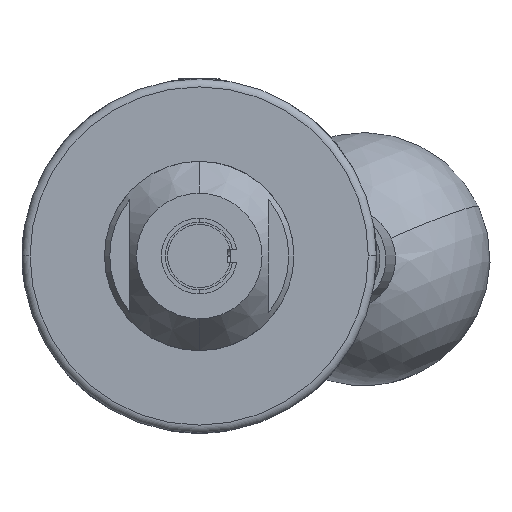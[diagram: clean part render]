
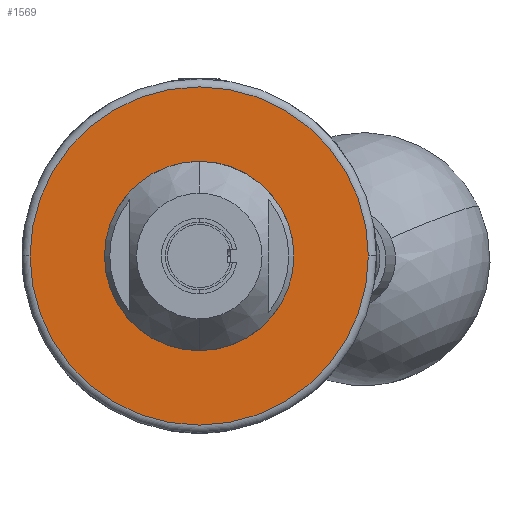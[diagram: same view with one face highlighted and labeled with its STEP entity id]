
A CAD part, left-side view. The second image highlights one B-rep face of the part: STEP entity #1569.
In plain terms, the highlighted planar face has unit normal (-1, 0, 0).
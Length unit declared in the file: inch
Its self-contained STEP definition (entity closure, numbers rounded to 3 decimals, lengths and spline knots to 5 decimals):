
#195 = EDGE_LOOP ( 'NONE', ( #1889, #9331 ) ) ;
#463 = CIRCLE ( 'NONE', #3518, 0.1985 ) ;
#527 = ORIENTED_EDGE ( 'NONE', *, *, #4059, .F. ) ;
#541 = CARTESIAN_POINT ( 'NONE',  ( -2.878, 0., 0. ) ) ;
#543 = CARTESIAN_POINT ( 'NONE',  ( -2.878, -0.875, 0. ) ) ;
#1569 = ADVANCED_FACE ( 'NONE', ( #2443, #9420 ), #3359, .F. ) ;
#1780 = CIRCLE ( 'NONE', #5019, 0.1985 ) ;
#1889 = ORIENTED_EDGE ( 'NONE', *, *, #8052, .T. ) ;
#2443 = FACE_BOUND ( 'NONE', #9753, .T. ) ;
#2821 = DIRECTION ( 'NONE',  ( -1., 0., 0. ) ) ;
#3096 = DIRECTION ( 'NONE',  ( 0., 0., -1. ) ) ;
#3350 = CARTESIAN_POINT ( 'NONE',  ( -2.878, 0., -0.1985 ) ) ;
#3359 = PLANE ( 'NONE',  #7663 ) ;
#3399 = AXIS2_PLACEMENT_3D ( 'NONE', #541, #4403, #8288 ) ;
#3518 = AXIS2_PLACEMENT_3D ( 'NONE', #7825, #2821, #8589 ) ;
#3676 = CARTESIAN_POINT ( 'NONE',  ( -2.878, 0., 0. ) ) ;
#4032 = CARTESIAN_POINT ( 'NONE',  ( -2.878, 0., 0. ) ) ;
#4059 = EDGE_CURVE ( 'NONE', #5337, #4533, #1780, .T. ) ;
#4281 = CIRCLE ( 'NONE', #5664, 0.835 ) ;
#4356 = CIRCLE ( 'NONE', #3399, 0.835 ) ;
#4403 = DIRECTION ( 'NONE',  ( -1., 0., 0. ) ) ;
#4404 = DIRECTION ( 'NONE',  ( 0., -1., 0. ) ) ;
#4533 = VERTEX_POINT ( 'NONE', #3350 ) ;
#5019 = AXIS2_PLACEMENT_3D ( 'NONE', #4032, #11761, #3096 ) ;
#5259 = EDGE_CURVE ( 'NONE', #4533, #5337, #463, .T. ) ;
#5337 = VERTEX_POINT ( 'NONE', #7049 ) ;
#5664 = AXIS2_PLACEMENT_3D ( 'NONE', #3676, #11207, #10315 ) ;
#5679 = VERTEX_POINT ( 'NONE', #11525 ) ;
#6307 = DIRECTION ( 'NONE',  ( 1., 0., 0. ) ) ;
#7049 = CARTESIAN_POINT ( 'NONE',  ( -2.878, 0., 0.1985 ) ) ;
#7663 = AXIS2_PLACEMENT_3D ( 'NONE', #543, #6307, #4404 ) ;
#7825 = CARTESIAN_POINT ( 'NONE',  ( -2.878, 0., 0. ) ) ;
#7883 = CARTESIAN_POINT ( 'NONE',  ( -2.878, -0.835, 0. ) ) ;
#8052 = EDGE_CURVE ( 'NONE', #11811, #5679, #4281, .T. ) ;
#8288 = DIRECTION ( 'NONE',  ( 0., -1., 0. ) ) ;
#8589 = DIRECTION ( 'NONE',  ( 0., 0., -1. ) ) ;
#9331 = ORIENTED_EDGE ( 'NONE', *, *, #11594, .T. ) ;
#9420 = FACE_OUTER_BOUND ( 'NONE', #195, .T. ) ;
#9753 = EDGE_LOOP ( 'NONE', ( #11182, #527 ) ) ;
#10315 = DIRECTION ( 'NONE',  ( 0., -1., 0. ) ) ;
#11182 = ORIENTED_EDGE ( 'NONE', *, *, #5259, .F. ) ;
#11207 = DIRECTION ( 'NONE',  ( -1., 0., 0. ) ) ;
#11525 = CARTESIAN_POINT ( 'NONE',  ( -2.878, 0.835, 0. ) ) ;
#11594 = EDGE_CURVE ( 'NONE', #5679, #11811, #4356, .T. ) ;
#11761 = DIRECTION ( 'NONE',  ( -1., 0., 0. ) ) ;
#11811 = VERTEX_POINT ( 'NONE', #7883 ) ;
